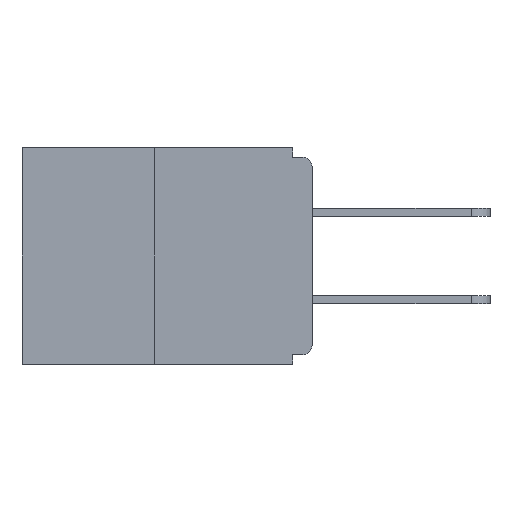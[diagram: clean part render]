
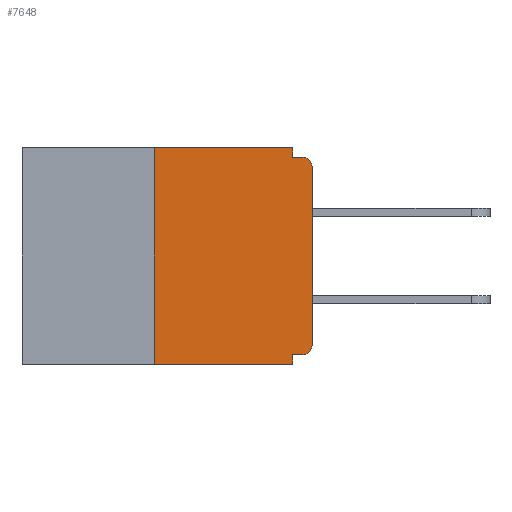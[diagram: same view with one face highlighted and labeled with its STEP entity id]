
A CAD part, left-side view. The second image highlights one B-rep face of the part: STEP entity #7648.
In plain terms, the highlighted planar face has unit normal (-1, 0, 0).
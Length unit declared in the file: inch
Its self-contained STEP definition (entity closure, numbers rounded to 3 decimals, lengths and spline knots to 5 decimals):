
#286 = VERTEX_POINT ( 'NONE', #11128 ) ;
#333 = DIRECTION ( 'NONE',  ( 0., 0., -1. ) ) ;
#535 = EDGE_CURVE ( 'NONE', #6048, #6102, #14188, .T. ) ;
#922 = CARTESIAN_POINT ( 'NONE',  ( 0., 0.015, -0.328 ) ) ;
#1012 = VECTOR ( 'NONE', #2424, 39.37008 ) ;
#1038 = ORIENTED_EDGE ( 'NONE', *, *, #6488, .T. ) ;
#1502 = EDGE_CURVE ( 'NONE', #286, #5261, #13190, .T. ) ;
#1779 = FACE_OUTER_BOUND ( 'NONE', #10011, .T. ) ;
#2030 = EDGE_CURVE ( 'NONE', #10146, #6048, #11852, .T. ) ;
#2193 = VECTOR ( 'NONE', #10318, 39.37008 ) ;
#2424 = DIRECTION ( 'NONE',  ( 0., 1., 0. ) ) ;
#2535 = CARTESIAN_POINT ( 'NONE',  ( 0., 0.25, -0.343 ) ) ;
#2581 = CARTESIAN_POINT ( 'NONE',  ( 0., 0.46, 0. ) ) ;
#2695 = LINE ( 'NONE', #3001, #11597 ) ;
#2993 = EDGE_CURVE ( 'NONE', #14979, #5261, #7194, .T. ) ;
#3001 = CARTESIAN_POINT ( 'NONE',  ( 0., 0.25, 0. ) ) ;
#3036 = DIRECTION ( 'NONE',  ( 0., -1., 0. ) ) ;
#3122 = DIRECTION ( 'NONE',  ( 0., 0., -1. ) ) ;
#3195 = ORIENTED_EDGE ( 'NONE', *, *, #3305, .T. ) ;
#3305 = EDGE_CURVE ( 'NONE', #11772, #11525, #14678, .T. ) ;
#3763 = EDGE_CURVE ( 'NONE', #14979, #13989, #2695, .T. ) ;
#4113 = DIRECTION ( 'NONE',  ( 0., 0., 1. ) ) ;
#4712 = CARTESIAN_POINT ( 'NONE',  ( 0., 0.015, -0.015 ) ) ;
#4856 = ORIENTED_EDGE ( 'NONE', *, *, #535, .F. ) ;
#5037 = AXIS2_PLACEMENT_3D ( 'NONE', #9790, #13421, #14776 ) ;
#5071 = DIRECTION ( 'NONE',  ( 0., 0., 1. ) ) ;
#5090 = PLANE ( 'NONE',  #13558 ) ;
#5261 = VERTEX_POINT ( 'NONE', #12382 ) ;
#5407 = DIRECTION ( 'NONE',  ( 1., 0., 0. ) ) ;
#5540 = VECTOR ( 'NONE', #10546, 39.37008 ) ;
#5574 = CARTESIAN_POINT ( 'NONE',  ( 0., 0.46, -0.343 ) ) ;
#5650 = VERTEX_POINT ( 'NONE', #922 ) ;
#5753 = ORIENTED_EDGE ( 'NONE', *, *, #7627, .F. ) ;
#5970 = DIRECTION ( 'NONE',  ( 0., 0., -1. ) ) ;
#6048 = VERTEX_POINT ( 'NONE', #12174 ) ;
#6102 = VERTEX_POINT ( 'NONE', #4712 ) ;
#6155 = DIRECTION ( 'NONE',  ( 0., -1., 0. ) ) ;
#6206 = VECTOR ( 'NONE', #5071, 39.37008 ) ;
#6488 = EDGE_CURVE ( 'NONE', #11525, #6102, #15086, .T. ) ;
#6558 = CARTESIAN_POINT ( 'NONE',  ( 0., 0., -0.015 ) ) ;
#6623 = CARTESIAN_POINT ( 'NONE',  ( 0., 0., -0.03 ) ) ;
#7194 = LINE ( 'NONE', #5574, #9687 ) ;
#7318 = ORIENTED_EDGE ( 'NONE', *, *, #13430, .T. ) ;
#7560 = CARTESIAN_POINT ( 'NONE',  ( 0., 0.46, 0. ) ) ;
#7607 = AXIS2_PLACEMENT_3D ( 'NONE', #13276, #15710, #5970 ) ;
#7627 = EDGE_CURVE ( 'NONE', #13989, #10146, #12160, .T. ) ;
#7643 = EDGE_CURVE ( 'NONE', #5650, #286, #14259, .T. ) ;
#7648 = ADVANCED_FACE ( 'NONE', ( #1779 ), #5090, .F. ) ;
#7873 = CIRCLE ( 'NONE', #5037, 0.015 ) ;
#9311 = CARTESIAN_POINT ( 'NONE',  ( 0., 0.031, -0.343 ) ) ;
#9687 = VECTOR ( 'NONE', #3036, 39.37008 ) ;
#9790 = CARTESIAN_POINT ( 'NONE',  ( 0., 0.015, -0.313 ) ) ;
#10011 = EDGE_LOOP ( 'NONE', ( #5753, #15615, #15735, #13057, #15896, #7318, #3195, #1038, #4856, #13411 ) ) ;
#10146 = VERTEX_POINT ( 'NONE', #13313 ) ;
#10318 = DIRECTION ( 'NONE',  ( 0., 0., -1. ) ) ;
#10458 = CARTESIAN_POINT ( 'NONE',  ( 0., 0., -0.313 ) ) ;
#10546 = DIRECTION ( 'NONE',  ( 0., -1., 0. ) ) ;
#11128 = CARTESIAN_POINT ( 'NONE',  ( 0., 0.031, -0.328 ) ) ;
#11484 = VECTOR ( 'NONE', #3122, 39.37008 ) ;
#11525 = VERTEX_POINT ( 'NONE', #6623 ) ;
#11596 = CARTESIAN_POINT ( 'NONE',  ( 0., 0.25, 0. ) ) ;
#11597 = VECTOR ( 'NONE', #4113, 39.37008 ) ;
#11772 = VERTEX_POINT ( 'NONE', #10458 ) ;
#11852 = LINE ( 'NONE', #15201, #2193 ) ;
#12160 = LINE ( 'NONE', #2581, #12546 ) ;
#12174 = CARTESIAN_POINT ( 'NONE',  ( 0., 0.031, -0.015 ) ) ;
#12382 = CARTESIAN_POINT ( 'NONE',  ( 0., 0.031, -0.343 ) ) ;
#12546 = VECTOR ( 'NONE', #6155, 39.37008 ) ;
#13057 = ORIENTED_EDGE ( 'NONE', *, *, #1502, .F. ) ;
#13190 = LINE ( 'NONE', #9311, #11484 ) ;
#13276 = CARTESIAN_POINT ( 'NONE',  ( 0., 0.015, -0.03 ) ) ;
#13313 = CARTESIAN_POINT ( 'NONE',  ( 0., 0.031, 0. ) ) ;
#13411 = ORIENTED_EDGE ( 'NONE', *, *, #2030, .F. ) ;
#13421 = DIRECTION ( 'NONE',  ( -1., 0., 0. ) ) ;
#13430 = EDGE_CURVE ( 'NONE', #5650, #11772, #7873, .T. ) ;
#13558 = AXIS2_PLACEMENT_3D ( 'NONE', #7560, #5407, #333 ) ;
#13720 = CARTESIAN_POINT ( 'NONE',  ( 0., 0., -0.328 ) ) ;
#13810 = CARTESIAN_POINT ( 'NONE',  ( 0., 0., 0. ) ) ;
#13989 = VERTEX_POINT ( 'NONE', #11596 ) ;
#14188 = LINE ( 'NONE', #6558, #5540 ) ;
#14259 = LINE ( 'NONE', #13720, #1012 ) ;
#14678 = LINE ( 'NONE', #13810, #6206 ) ;
#14776 = DIRECTION ( 'NONE',  ( 0., 0., -1. ) ) ;
#14979 = VERTEX_POINT ( 'NONE', #2535 ) ;
#15086 = CIRCLE ( 'NONE', #7607, 0.015 ) ;
#15201 = CARTESIAN_POINT ( 'NONE',  ( 0., 0.031, 0. ) ) ;
#15615 = ORIENTED_EDGE ( 'NONE', *, *, #3763, .F. ) ;
#15710 = DIRECTION ( 'NONE',  ( -1., 0., 0. ) ) ;
#15735 = ORIENTED_EDGE ( 'NONE', *, *, #2993, .T. ) ;
#15896 = ORIENTED_EDGE ( 'NONE', *, *, #7643, .F. ) ;
